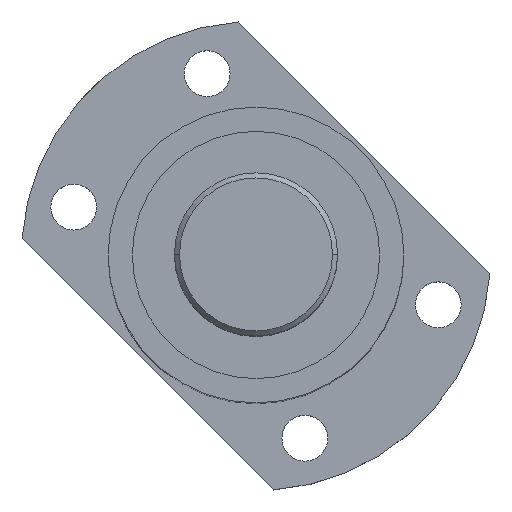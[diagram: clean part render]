
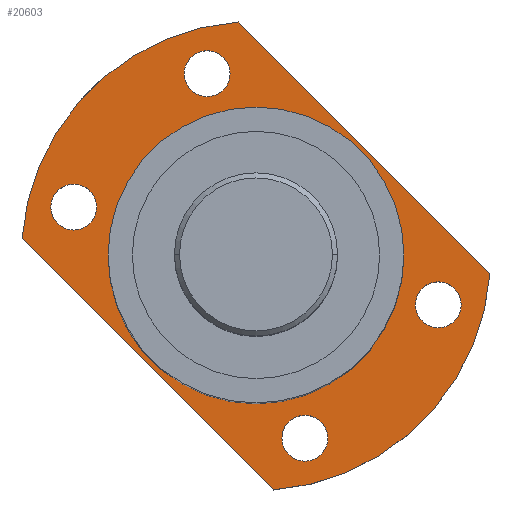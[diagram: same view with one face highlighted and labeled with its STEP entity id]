
A CAD part, top view. The second image highlights one B-rep face of the part: STEP entity #20603.
In plain terms, the highlighted planar face has unit normal (0, 0, 1).
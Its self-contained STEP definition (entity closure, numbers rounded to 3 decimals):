
#59 = VERTEX_POINT ( 'NONE', #14173 ) ;
#105 = CARTESIAN_POINT ( 'NONE',  ( 0., 42.803, 100.392 ) ) ;
#376 = ORIENTED_EDGE ( 'NONE', *, *, #5782, .F. ) ;
#551 = PLANE ( 'NONE',  #1295 ) ;
#571 = VERTEX_POINT ( 'NONE', #14973 ) ;
#1295 = AXIS2_PLACEMENT_3D ( 'NONE', #22823, #20987, #16504 ) ;
#1664 = CARTESIAN_POINT ( 'NONE',  ( -9.576, 78.542, 100.392 ) ) ;
#1667 = CARTESIAN_POINT ( 'NONE',  ( 14.076, 7.063, 100.392 ) ) ;
#1973 = DIRECTION ( 'NONE',  ( 1., 0., 0. ) ) ;
#2165 = AXIS2_PLACEMENT_3D ( 'NONE', #21701, #6290, #22271 ) ;
#2466 = DIRECTION ( 'NONE',  ( 0., 0., -1. ) ) ;
#2580 = AXIS2_PLACEMENT_3D ( 'NONE', #4864, #7133, #13520 ) ;
#2654 = CARTESIAN_POINT ( 'NONE',  ( -35.739, 52.379, 100.392 ) ) ;
#2660 = CARTESIAN_POINT ( 'NONE',  ( 35.739, 33.226, 100.392 ) ) ;
#3235 = DIRECTION ( 'NONE',  ( 0., 0., 1. ) ) ;
#4036 = EDGE_CURVE ( 'NONE', #18416, #571, #16043, .T. ) ;
#4094 = EDGE_LOOP ( 'NONE', ( #9223, #376 ) ) ;
#4204 = CARTESIAN_POINT ( 'NONE',  ( 5.076, 7.063, 100.392 ) ) ;
#4230 = CARTESIAN_POINT ( 'NONE',  ( 31.239, 33.226, 100.392 ) ) ;
#4324 = EDGE_LOOP ( 'NONE', ( #20001, #21361 ) ) ;
#4376 = ORIENTED_EDGE ( 'NONE', *, *, #15622, .T. ) ;
#4642 = ORIENTED_EDGE ( 'NONE', *, *, #26207, .T. ) ;
#4864 = CARTESIAN_POINT ( 'NONE',  ( 0., 42.803, 100.392 ) ) ;
#4878 = CARTESIAN_POINT ( 'NONE',  ( 45.871, 39.358, 100.392 ) ) ;
#4931 = CIRCLE ( 'NONE', #23550, 4.5 ) ;
#5019 = AXIS2_PLACEMENT_3D ( 'NONE', #2654, #5053, #7311 ) ;
#5053 = DIRECTION ( 'NONE',  ( 0., 0., -1. ) ) ;
#5528 = EDGE_CURVE ( 'NONE', #15276, #17447, #23267, .T. ) ;
#5645 = FACE_OUTER_BOUND ( 'NONE', #22169, .T. ) ;
#5782 = EDGE_CURVE ( 'NONE', #19305, #11348, #22231, .T. ) ;
#5939 = CARTESIAN_POINT ( 'NONE',  ( -29., 42.803, 100.392 ) ) ;
#6028 = CARTESIAN_POINT ( 'NONE',  ( -40.239, 52.379, 100.392 ) ) ;
#6257 = CARTESIAN_POINT ( 'NONE',  ( -5.076, 78.542, 100.392 ) ) ;
#6290 = DIRECTION ( 'NONE',  ( 0., 0., 1. ) ) ;
#7046 = CIRCLE ( 'NONE', #15892, 4.5 ) ;
#7133 = DIRECTION ( 'NONE',  ( 0., 0., 1. ) ) ;
#7212 = AXIS2_PLACEMENT_3D ( 'NONE', #15663, #8737, #9016 ) ;
#7311 = DIRECTION ( 'NONE',  ( 1., 0., 0. ) ) ;
#7337 = DIRECTION ( 'NONE',  ( -0.707, 0.707, 0. ) ) ;
#7685 = AXIS2_PLACEMENT_3D ( 'NONE', #13176, #8994, #26443 ) ;
#7739 = AXIS2_PLACEMENT_3D ( 'NONE', #2660, #2466, #24748 ) ;
#7749 = CIRCLE ( 'NONE', #14812, 46. ) ;
#8105 = DIRECTION ( 'NONE',  ( 0., 0., -1. ) ) ;
#8251 = VERTEX_POINT ( 'NONE', #23882 ) ;
#8436 = VECTOR ( 'NONE', #15051, 1000. ) ;
#8577 = EDGE_CURVE ( 'NONE', #18681, #26001, #7749, .T. ) ;
#8697 = EDGE_CURVE ( 'NONE', #17447, #15276, #7046, .T. ) ;
#8737 = DIRECTION ( 'NONE',  ( 0., 0., -1. ) ) ;
#8994 = DIRECTION ( 'NONE',  ( 0., 0., -1. ) ) ;
#9016 = DIRECTION ( 'NONE',  ( 1., 0., 0. ) ) ;
#9223 = ORIENTED_EDGE ( 'NONE', *, *, #22412, .F. ) ;
#9451 = FACE_BOUND ( 'NONE', #4324, .T. ) ;
#10016 = EDGE_LOOP ( 'NONE', ( #16618, #4642 ) ) ;
#10521 = CIRCLE ( 'NONE', #17042, 46. ) ;
#10862 = DIRECTION ( 'NONE',  ( 0., 0., -1. ) ) ;
#11282 = EDGE_LOOP ( 'NONE', ( #4376, #24403 ) ) ;
#11348 = VERTEX_POINT ( 'NONE', #16148 ) ;
#11571 = LINE ( 'NONE', #4878, #21554 ) ;
#11688 = DIRECTION ( 'NONE',  ( 0., 0., -1. ) ) ;
#11863 = EDGE_LOOP ( 'NONE', ( #12037, #13181 ) ) ;
#12037 = ORIENTED_EDGE ( 'NONE', *, *, #15797, .T. ) ;
#12460 = ORIENTED_EDGE ( 'NONE', *, *, #8577, .T. ) ;
#12574 = CARTESIAN_POINT ( 'NONE',  ( -45.871, 46.247, 100.392 ) ) ;
#12731 = AXIS2_PLACEMENT_3D ( 'NONE', #24762, #11688, #13708 ) ;
#13176 = CARTESIAN_POINT ( 'NONE',  ( 35.739, 33.226, 100.392 ) ) ;
#13181 = ORIENTED_EDGE ( 'NONE', *, *, #4036, .T. ) ;
#13520 = DIRECTION ( 'NONE',  ( 1., 0., 0. ) ) ;
#13589 = CIRCLE ( 'NONE', #12731, 4.5 ) ;
#13708 = DIRECTION ( 'NONE',  ( 1., 0., 0. ) ) ;
#13815 = EDGE_CURVE ( 'NONE', #26001, #21130, #11571, .T. ) ;
#14173 = CARTESIAN_POINT ( 'NONE',  ( -14.076, 78.542, 100.392 ) ) ;
#14241 = CIRCLE ( 'NONE', #2580, 29. ) ;
#14465 = ORIENTED_EDGE ( 'NONE', *, *, #13815, .T. ) ;
#14812 = AXIS2_PLACEMENT_3D ( 'NONE', #105, #18075, #17802 ) ;
#14973 = CARTESIAN_POINT ( 'NONE',  ( 40.239, 33.226, 100.392 ) ) ;
#15051 = DIRECTION ( 'NONE',  ( 0.707, -0.707, 0. ) ) ;
#15124 = DIRECTION ( 'NONE',  ( 0., 0., -1. ) ) ;
#15276 = VERTEX_POINT ( 'NONE', #1667 ) ;
#15622 = EDGE_CURVE ( 'NONE', #27785, #59, #4931, .T. ) ;
#15663 = CARTESIAN_POINT ( 'NONE',  ( -9.576, 78.542, 100.392 ) ) ;
#15797 = EDGE_CURVE ( 'NONE', #571, #18416, #17431, .T. ) ;
#15892 = AXIS2_PLACEMENT_3D ( 'NONE', #27862, #8105, #28045 ) ;
#16043 = CIRCLE ( 'NONE', #7739, 4.5 ) ;
#16148 = CARTESIAN_POINT ( 'NONE',  ( 29., 42.803, 100.392 ) ) ;
#16348 = EDGE_CURVE ( 'NONE', #18272, #18068, #13589, .T. ) ;
#16504 = DIRECTION ( 'NONE',  ( 1., 0., 0. ) ) ;
#16618 = ORIENTED_EDGE ( 'NONE', *, *, #16348, .T. ) ;
#16698 = FACE_BOUND ( 'NONE', #11282, .T. ) ;
#17042 = AXIS2_PLACEMENT_3D ( 'NONE', #20506, #3235, #25150 ) ;
#17431 = CIRCLE ( 'NONE', #7685, 4.5 ) ;
#17447 = VERTEX_POINT ( 'NONE', #4204 ) ;
#17802 = DIRECTION ( 'NONE',  ( -1., 0., 0. ) ) ;
#18068 = VERTEX_POINT ( 'NONE', #6028 ) ;
#18075 = DIRECTION ( 'NONE',  ( 0., 0., 1. ) ) ;
#18272 = VERTEX_POINT ( 'NONE', #20926 ) ;
#18398 = FACE_BOUND ( 'NONE', #4094, .T. ) ;
#18416 = VERTEX_POINT ( 'NONE', #4230 ) ;
#18681 = VERTEX_POINT ( 'NONE', #24763 ) ;
#18971 = EDGE_CURVE ( 'NONE', #8251, #18681, #25681, .T. ) ;
#19305 = VERTEX_POINT ( 'NONE', #5939 ) ;
#19632 = CARTESIAN_POINT ( 'NONE',  ( -3.444, 88.674, 100.392 ) ) ;
#19653 = ORIENTED_EDGE ( 'NONE', *, *, #18971, .T. ) ;
#19925 = EDGE_CURVE ( 'NONE', #21130, #8251, #10521, .T. ) ;
#20001 = ORIENTED_EDGE ( 'NONE', *, *, #5528, .T. ) ;
#20093 = CIRCLE ( 'NONE', #7212, 4.5 ) ;
#20506 = CARTESIAN_POINT ( 'NONE',  ( 0., 42.803, 100.392 ) ) ;
#20603 = ADVANCED_FACE ( 'NONE', ( #9451, #22505, #5645, #16698, #27719, #18398 ), #551, .T. ) ;
#20926 = CARTESIAN_POINT ( 'NONE',  ( -31.239, 52.379, 100.392 ) ) ;
#20987 = DIRECTION ( 'NONE',  ( 0., 0., 1. ) ) ;
#21057 = CIRCLE ( 'NONE', #5019, 4.5 ) ;
#21129 = EDGE_CURVE ( 'NONE', #59, #27785, #20093, .T. ) ;
#21130 = VERTEX_POINT ( 'NONE', #19632 ) ;
#21361 = ORIENTED_EDGE ( 'NONE', *, *, #8697, .T. ) ;
#21554 = VECTOR ( 'NONE', #7337, 1000. ) ;
#21701 = CARTESIAN_POINT ( 'NONE',  ( 0., 42.803, 100.392 ) ) ;
#22169 = EDGE_LOOP ( 'NONE', ( #12460, #14465, #23422, #19653 ) ) ;
#22231 = CIRCLE ( 'NONE', #2165, 29. ) ;
#22271 = DIRECTION ( 'NONE',  ( 1., 0., 0. ) ) ;
#22412 = EDGE_CURVE ( 'NONE', #11348, #19305, #14241, .T. ) ;
#22505 = FACE_BOUND ( 'NONE', #10016, .T. ) ;
#22823 = CARTESIAN_POINT ( 'NONE',  ( -32.527, 75.33, 100.392 ) ) ;
#22870 = AXIS2_PLACEMENT_3D ( 'NONE', #26106, #15124, #1973 ) ;
#23267 = CIRCLE ( 'NONE', #22870, 4.5 ) ;
#23422 = ORIENTED_EDGE ( 'NONE', *, *, #19925, .T. ) ;
#23550 = AXIS2_PLACEMENT_3D ( 'NONE', #1664, #10862, #24027 ) ;
#23882 = CARTESIAN_POINT ( 'NONE',  ( -45.871, 46.247, 100.392 ) ) ;
#24027 = DIRECTION ( 'NONE',  ( 1., 0., 0. ) ) ;
#24403 = ORIENTED_EDGE ( 'NONE', *, *, #21129, .T. ) ;
#24748 = DIRECTION ( 'NONE',  ( 1., 0., 0. ) ) ;
#24762 = CARTESIAN_POINT ( 'NONE',  ( -35.739, 52.379, 100.392 ) ) ;
#24763 = CARTESIAN_POINT ( 'NONE',  ( 3.444, -3.068, 100.392 ) ) ;
#25150 = DIRECTION ( 'NONE',  ( -1., 0., 0. ) ) ;
#25681 = LINE ( 'NONE', #12574, #8436 ) ;
#26001 = VERTEX_POINT ( 'NONE', #26217 ) ;
#26106 = CARTESIAN_POINT ( 'NONE',  ( 9.576, 7.063, 100.392 ) ) ;
#26207 = EDGE_CURVE ( 'NONE', #18068, #18272, #21057, .T. ) ;
#26217 = CARTESIAN_POINT ( 'NONE',  ( 45.871, 39.358, 100.392 ) ) ;
#26443 = DIRECTION ( 'NONE',  ( 1., 0., 0. ) ) ;
#27719 = FACE_BOUND ( 'NONE', #11863, .T. ) ;
#27785 = VERTEX_POINT ( 'NONE', #6257 ) ;
#27862 = CARTESIAN_POINT ( 'NONE',  ( 9.576, 7.063, 100.392 ) ) ;
#28045 = DIRECTION ( 'NONE',  ( 1., 0., 0. ) ) ;
